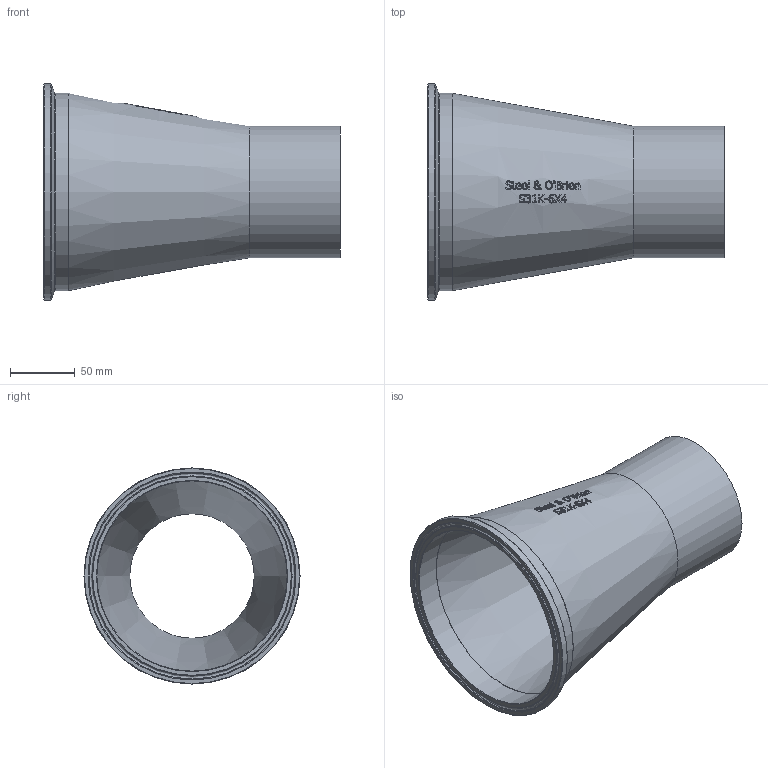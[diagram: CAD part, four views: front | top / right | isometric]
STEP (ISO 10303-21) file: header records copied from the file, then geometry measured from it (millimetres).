
FILE_DESCRIPTION(/* description */ (''),/* implementation_level */ '2;1');
FILE_NAME(/* name */ 'S31K-6X4.stp',/* time_stamp */ '2018-12-03T10:08:25-05:00',/* author */ ('rick'),/* organization */ (''),/* preprocessor_version */ 'ST-DEVELOPER v15.2',/* originating_system */ 'Autodesk Inventor 2014',/* authorisation */ '');
FILE_SCHEMA (('AUTOMOTIVE_DESIGN { 1 0 10303 214 3 1 1 }'));
Length unit declared in the file: inch
Products named in the file (1): S31K-6X4
Bounding box: 228.6 x 166.88 x 166.88 mm (x, y, z)
Volume: 245064 mm3; surface area: 184166.1 mm2
Topology: 2 solids, 2 shells, 377 faces, 1005 edges, 666 vertices
Faces by surface type: bspline 174, plane 152, cone 37, torus 9, cylinder 5
Full cylindrical faces by diameter (mm): 97.384 x1, 101.6 x1, 146.863 x1, 152.4 x1, 166.878 x1
Entity records: 14736 total; most frequent: CARTESIAN_POINT 6372, ORIENTED_EDGE 1970, DIRECTION 1224, EDGE_CURVE 985, VERTEX_POINT 665, LINE 450, VECTOR 450, EDGE_LOOP 434
